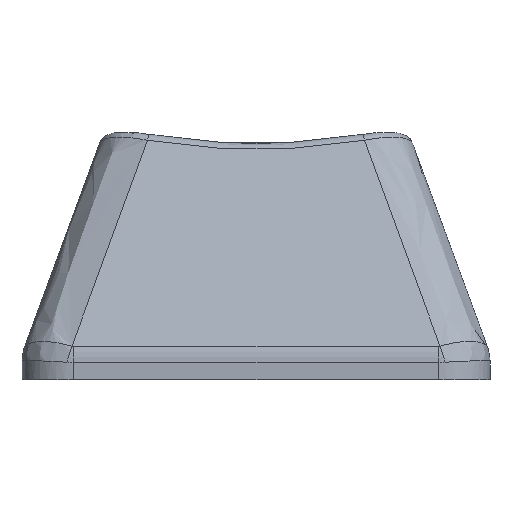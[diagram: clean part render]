
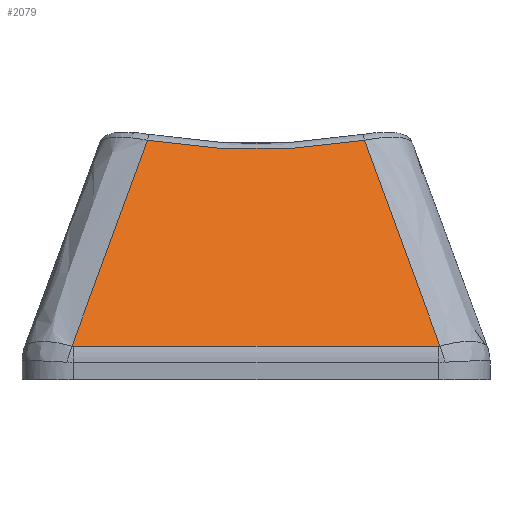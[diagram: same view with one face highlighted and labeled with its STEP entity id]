
A CAD part, front view. The second image highlights one B-rep face of the part: STEP entity #2079.
In plain terms, the highlighted planar face has unit normal (0, -0.909, 0.417).
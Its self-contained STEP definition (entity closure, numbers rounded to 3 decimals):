
#14=PLANE('',#2189);
#156=ELLIPSE('',#2182,1.2,0.5);
#158=ELLIPSE('',#2187,1.2,0.5);
#177=LINE('',#4268,#245);
#245=VECTOR('',#2333,10.);
#329=FACE_OUTER_BOUND('',#423,.T.);
#423=EDGE_LOOP('',(#1610,#1611,#1612,#1613,#1614,#1615));
#646=B_SPLINE_CURVE_WITH_KNOTS('',3,(#4428,#4429,#4430,#4431),
 .UNSPECIFIED.,.F.,.F.,(4,4),(-0.969,-0.042),
 .UNSPECIFIED.);
#648=B_SPLINE_CURVE_WITH_KNOTS('',3,(#4439,#4440,#4441,#4442),
 .UNSPECIFIED.,.F.,.F.,(4,4),(0.042,0.969),
 .UNSPECIFIED.);
#649=B_SPLINE_CURVE_WITH_KNOTS('',3,(#4443,#4444,#4445,#4446),
 .UNSPECIFIED.,.F.,.F.,(4,4),(-0.847,0.),.UNSPECIFIED.);
#889=VERTEX_POINT('',#4224);
#893=VERTEX_POINT('',#4258);
#895=VERTEX_POINT('',#4264);
#897=VERTEX_POINT('',#4285);
#903=VERTEX_POINT('',#4427);
#904=VERTEX_POINT('',#4438);
#1178=EDGE_CURVE('',#889,#893,#156,.T.);
#1181=EDGE_CURVE('',#893,#895,#177,.T.);
#1184=EDGE_CURVE('',#895,#897,#158,.T.);
#1195=EDGE_CURVE('',#897,#903,#646,.T.);
#1197=EDGE_CURVE('',#904,#889,#648,.T.);
#1198=EDGE_CURVE('',#903,#904,#649,.T.);
#1610=ORIENTED_EDGE('',*,*,#1184,.F.);
#1611=ORIENTED_EDGE('',*,*,#1181,.F.);
#1612=ORIENTED_EDGE('',*,*,#1178,.F.);
#1613=ORIENTED_EDGE('',*,*,#1197,.F.);
#1614=ORIENTED_EDGE('',*,*,#1198,.F.);
#1615=ORIENTED_EDGE('',*,*,#1195,.F.);
#2079=ADVANCED_FACE('',(#329),#14,.T.);
#2182=AXIS2_PLACEMENT_3D('',#4262,#2326,#2327);
#2187=AXIS2_PLACEMENT_3D('',#4289,#2338,#2339);
#2189=AXIS2_PLACEMENT_3D('',#4437,#2342,#2343);
#2326=DIRECTION('center_axis',(0.,0.909,-0.417));
#2327=DIRECTION('ref_axis',(0.,-0.417,-0.909));
#2333=DIRECTION('',(-1.,0.,0.));
#2338=DIRECTION('center_axis',(0.,0.909,-0.417));
#2339=DIRECTION('ref_axis',(0.,-0.417,-0.909));
#2342=DIRECTION('center_axis',(0.,-0.909,
0.417));
#2343=DIRECTION('ref_axis',(0.,-0.417,-0.909));
#4224=CARTESIAN_POINT('',(7.144,-8.94,0.306));
#4258=CARTESIAN_POINT('',(7.081,-8.944,0.298));
#4262=CARTESIAN_POINT('Origin',(7.081,-8.444,1.389));
#4264=CARTESIAN_POINT('',(-7.08,-8.944,0.298));
#4268=CARTESIAN_POINT('',(7.525,-8.944,0.298));
#4285=CARTESIAN_POINT('',(-7.144,-8.94,0.306));
#4289=CARTESIAN_POINT('Origin',(-7.08,-8.444,1.389));
#4427=CARTESIAN_POINT('',(-4.213,-5.28,8.295));
#4428=CARTESIAN_POINT('Ctrl Pts',(-7.144,-8.94,0.306));
#4429=CARTESIAN_POINT('Ctrl Pts',(-6.176,-7.719,2.972));
#4430=CARTESIAN_POINT('Ctrl Pts',(-5.202,-6.498,5.635));
#4431=CARTESIAN_POINT('Ctrl Pts',(-4.213,-5.28,8.295));
#4437=CARTESIAN_POINT('Origin',(5.969,-4.966,8.98));
#4438=CARTESIAN_POINT('',(4.213,-5.28,8.295));
#4439=CARTESIAN_POINT('Ctrl Pts',(4.213,-5.28,8.295));
#4440=CARTESIAN_POINT('Ctrl Pts',(5.202,-6.498,5.635));
#4441=CARTESIAN_POINT('Ctrl Pts',(6.176,-7.719,2.972));
#4442=CARTESIAN_POINT('Ctrl Pts',(7.144,-8.94,0.306));
#4443=CARTESIAN_POINT('Ctrl Pts',(-4.213,-5.28,8.295));
#4444=CARTESIAN_POINT('Ctrl Pts',(-1.436,-5.493,7.828));
#4445=CARTESIAN_POINT('Ctrl Pts',(1.436,-5.493,7.828));
#4446=CARTESIAN_POINT('Ctrl Pts',(4.213,-5.28,8.295));
